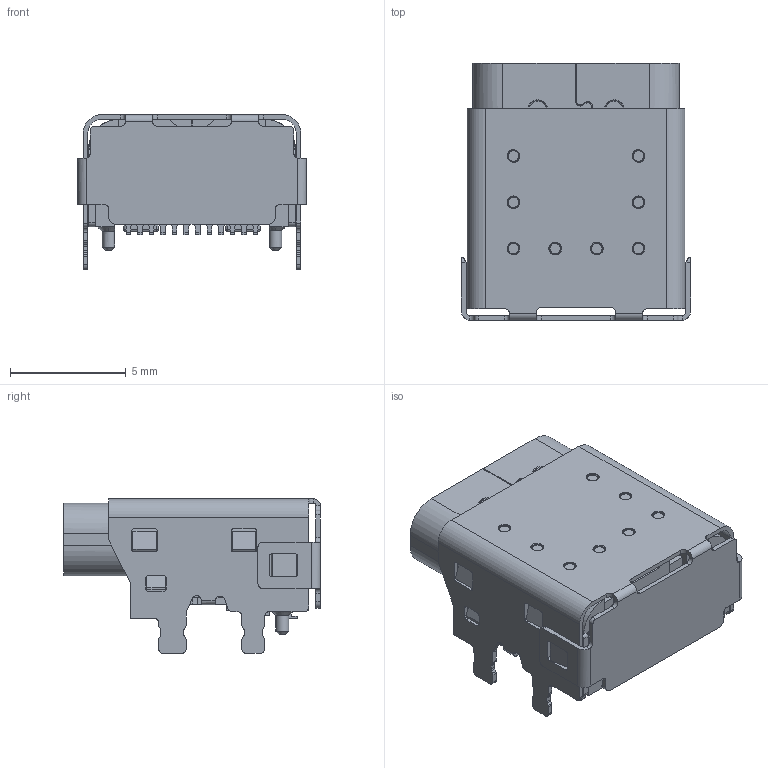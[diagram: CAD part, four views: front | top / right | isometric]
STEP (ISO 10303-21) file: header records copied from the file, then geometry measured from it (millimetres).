
FILE_DESCRIPTION(/* description */ (''),/* implementation_level */ '2;1');
FILE_NAME(/* name */ '8340-3-2-xx-xx.stp',/* time_stamp */ '2025-07-23T11:31:33+02:00',/* author */ ('andreas.larin'),/* organization */ (''),/* preprocessor_version */ 'ST-DEVELOPER v20',/* originating_system */ 'Autodesk Inventor 2025',/* authorisation */ '');
FILE_SCHEMA (('AUTOMOTIVE_DESIGN { 1 0 10303 214 3 1 1 }'));
Length unit declared in the file: millimetre
Products named in the file (1): 8340-3-2-xx-xx
Bounding box: 9.9 x 11.1 x 6.68 mm (x, y, z)
Volume: 296.8 mm3; surface area: 1035.4 mm2
Topology: 1 solids, 1 shells, 1336 faces, 3760 edges, 2437 vertices
Faces by surface type: plane 923, cylinder 340, torus 32, cone 21, bspline 16, sphere 4
Entity records: 44533 total; most frequent: CARTESIAN_POINT 9379, ORIENTED_EDGE 7512, DIRECTION 7165, EDGE_CURVE 3756, LINE 2835, VECTOR 2835, VERTEX_POINT 2437, AXIS2_PLACEMENT_3D 2165
